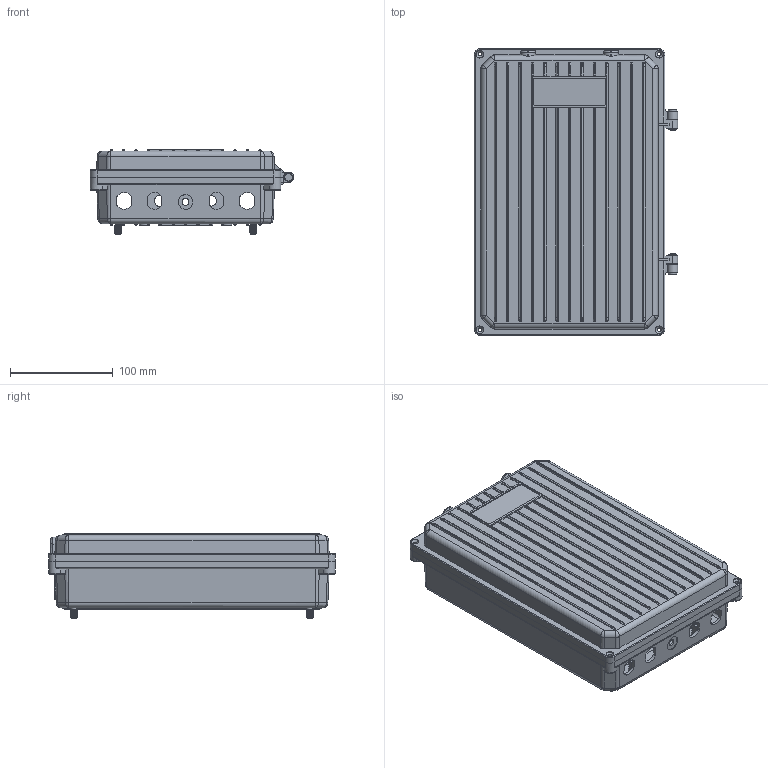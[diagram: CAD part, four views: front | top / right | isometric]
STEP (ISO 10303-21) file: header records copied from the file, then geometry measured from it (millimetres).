
FILE_DESCRIPTION(('Creo Elements/Direct Modeling STEP Export'),'2;1');
FILE_NAME('cu_usrp-e313_enclosure.stp','2018-10-24T10:26:27',(''),(''),'PTC Creo Elements/Direct Modeling STEP processor for AP214 (Solid Model)','PTC Creo Elements/Direct Modeling 19.0E 27-Jun-2016 (C) Parametric Technology GmbH','');
FILE_SCHEMA(('AUTOMOTIVE_DESIGN { 1 0 10303 214 1 1 1 1 }'));
Length unit declared in the file: millimetre
Products named in the file (9): top_IP67-E313_AW001; base_IP67-E313_AW001-mod; stud-.250-20UNCx.500L-steel_FH-0420-8ZI_pem.3; base-P67-E313_AW001-mod; seal-chord_.195dia-AW001; grooved_C-pin; retaining-ring; clevis-pin_snap-ring_92735A120.1; 01_enclose-IP67-E313_AW001_Ningbo-Everest
Assembly tree (12 placements, depth 3):
  01_enclose-IP67-E313_AW001_Ningbo-Everest
    clevis-pin_snap-ring_92735A120.1  x2
      retaining-ring
      grooved_C-pin
    seal-chord_.195dia-AW001
    base-P67-E313_AW001-mod
      stud-.250-20UNCx.500L-steel_FH-0420-8ZI_pem.3  x4
      base_IP67-E313_AW001-mod
    top_IP67-E313_AW001
Bounding box: 198.5 x 280 x 82.7 mm (x, y, z)
Volume: 501611.5 mm3; surface area: 355011.4 mm2
Topology: 11 solids, 11 shells, 1442 faces, 3678 edges, 2298 vertices
Faces by surface type: cylinder 572, plane 402, bspline 224, cone 144, torus 92, extrusion 8
Entity records: 62936 total; most frequent: CARTESIAN_POINT 31629, ORIENTED_EDGE 6458, DIRECTION 4994, EDGE_CURVE 3229, VERTEX_POINT 2030, AXIS2_PLACEMENT_3D 1776, VECTOR 1442, LINE 1434
